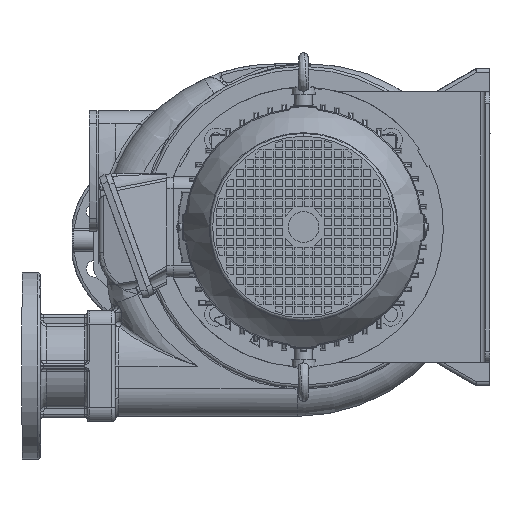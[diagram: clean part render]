
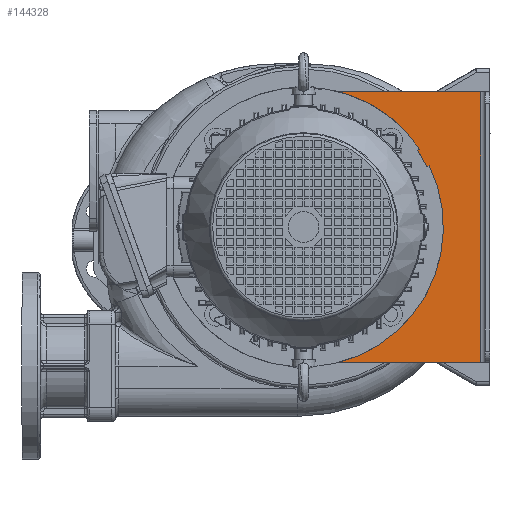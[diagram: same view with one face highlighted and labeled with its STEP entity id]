
A CAD part, left-side view. The second image highlights one B-rep face of the part: STEP entity #144328.
In plain terms, the highlighted planar face has unit normal (-1, 0, 0).
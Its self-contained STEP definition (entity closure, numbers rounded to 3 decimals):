
#39808=CARTESIAN_POINT('',(-610.5,77.573,81.951));
#39818=CARTESIAN_POINT('',(-610.5,77.688,82.164));
#39820=CARTESIAN_POINT('',(-610.5,165.,35.));
#39821=DIRECTION('',(1.,0.,0.));
#39822=DIRECTION('',(0.,-0.88,0.475));
#39823=AXIS2_PLACEMENT_3D('',#39820,#39821,#39822);
#39829=CARTESIAN_POINT('',(-610.5,200.,0.));
#39830=DIRECTION('',(-1.,0.,0.));
#39831=DIRECTION('',(0.,-0.241,-0.971));
#39832=AXIS2_PLACEMENT_3D('',#39829,#39830,#39831);
#39834=DIRECTION('',(0.,0.866,-0.5));
#39835=VECTOR('',#39834,2.666);
#39836=CARTESIAN_POINT('',(-610.5,65.385,66.173));
#39837=LINE('',#39836,#39835);
#39838=DIRECTION('',(0.,0.5,0.866));
#39839=VECTOR('',#39838,19.758);
#39840=CARTESIAN_POINT('',(-610.5,67.694,64.84));
#39841=LINE('',#39840,#39839);
#39842=DIRECTION('',(0.,-0.866,0.5));
#39843=VECTOR('',#39842,2.659);
#39844=CARTESIAN_POINT('',(-610.5,77.688,82.164));
#39845=LINE('',#39844,#39843);
#39846=CARTESIAN_POINT('',(-610.5,200.,0.));
#39847=DIRECTION('',(-1.,0.,0.));
#39848=DIRECTION('',(0.,-0.831,0.557));
#39849=AXIS2_PLACEMENT_3D('',#39846,#39847,#39848);
#39851=DIRECTION('',(0.,1.,0.));
#39852=VECTOR('',#39851,149.073);
#39853=CARTESIAN_POINT('',(-610.5,10.,145.));
#39854=LINE('',#39853,#39852);
#39855=DIRECTION('',(0.,-1.,0.));
#39856=VECTOR('',#39855,149.073);
#39857=CARTESIAN_POINT('',(-610.5,159.073,-145.));
#39858=LINE('',#39857,#39856);
#39863=CARTESIAN_POINT('',(-610.5,159.073,165.));
#39864=DIRECTION('',(1.,0.,0.));
#39865=DIRECTION('',(0.,0.,-1.));
#39866=AXIS2_PLACEMENT_3D('',#39863,#39864,#39865);
#39977=CARTESIAN_POINT('',(-610.5,159.073,-165.));
#39978=DIRECTION('',(1.,0.,0.));
#39979=DIRECTION('',(0.,0.241,0.971));
#39980=AXIS2_PLACEMENT_3D('',#39977,#39978,#39979);
#39996=DIRECTION('',(0.,0.,-1.));
#39997=VECTOR('',#39996,290.);
#39998=CARTESIAN_POINT('',(-610.5,10.,145.));
#39999=LINE('',#39998,#39997);
#80088=CARTESIAN_POINT('',(-610.5,159.073,-145.));
#80089=CARTESIAN_POINT('',(-610.5,10.,-145.));
#80090=VERTEX_POINT('',#80088);
#80091=VERTEX_POINT('',#80089);
#80096=CARTESIAN_POINT('',(-610.5,10.,145.));
#80097=CARTESIAN_POINT('',(-610.5,159.073,145.));
#80098=VERTEX_POINT('',#80096);
#80099=VERTEX_POINT('',#80097);
#86776=VERTEX_POINT('',#39808);
#86778=VERTEX_POINT('',#39818);
#86779=CARTESIAN_POINT('',(-610.5,163.888,-145.588));
#86780=CARTESIAN_POINT('',(-610.5,65.385,66.173));
#86781=VERTEX_POINT('',#86779);
#86782=VERTEX_POINT('',#86780);
#86787=CARTESIAN_POINT('',(-610.5,67.694,64.84));
#86788=VERTEX_POINT('',#86787);
#86797=CARTESIAN_POINT('',(-610.5,75.385,83.493));
#86798=VERTEX_POINT('',#86797);
#86801=CARTESIAN_POINT('',(-610.5,163.888,145.588));
#86802=VERTEX_POINT('',#86801);
#144304=CARTESIAN_POINT('',(-610.5,200.,0.));
#144305=DIRECTION('',(-1.,0.,0.));
#144306=DIRECTION('',(0.,0.,1.));
#144307=AXIS2_PLACEMENT_3D('',#144304,#144305,#144306);
#144308=PLANE('',#144307);
#144309=ORIENTED_EDGE('',*,*,#143990,.T.);
#144311=ORIENTED_EDGE('',*,*,#144310,.T.);
#144312=ORIENTED_EDGE('',*,*,#144295,.T.);
#144313=ORIENTED_EDGE('',*,*,#144284,.F.);
#144314=ORIENTED_EDGE('',*,*,#144271,.T.);
#144315=ORIENTED_EDGE('',*,*,#143997,.T.);
#144317=ORIENTED_EDGE('',*,*,#144316,.F.);
#144319=ORIENTED_EDGE('',*,*,#144318,.F.);
#144321=ORIENTED_EDGE('',*,*,#144320,.T.);
#144323=ORIENTED_EDGE('',*,*,#144322,.F.);
#144325=ORIENTED_EDGE('',*,*,#144324,.F.);
#144326=EDGE_LOOP('',(#144309,#144311,#144312,#144313,#144314,#144315,#144317,
#144319,#144321,#144323,#144325));
#144327=FACE_OUTER_BOUND('',#144326,.F.);
#144328=ADVANCED_FACE('',(#144327),#144308,.T.);
#39824=CIRCLE('',#39823,99.236);
#39833=CIRCLE('',#39832,150.);
#39850=CIRCLE('',#39849,150.);
#39867=CIRCLE('',#39866,20.);
#39981=CIRCLE('',#39980,20.);
#143990=EDGE_CURVE('',#86781,#86782,#39833,.T.);
#143997=EDGE_CURVE('',#86798,#86802,#39850,.T.);
#144271=EDGE_CURVE('',#86778,#86798,#39845,.T.);
#144284=EDGE_CURVE('',#86778,#86776,#39824,.T.);
#144295=EDGE_CURVE('',#86788,#86776,#39841,.T.);
#144310=EDGE_CURVE('',#86782,#86788,#39837,.T.);
#144316=EDGE_CURVE('',#80099,#86802,#39867,.T.);
#144318=EDGE_CURVE('',#80098,#80099,#39854,.T.);
#144320=EDGE_CURVE('',#80098,#80091,#39999,.T.);
#144322=EDGE_CURVE('',#80090,#80091,#39858,.T.);
#144324=EDGE_CURVE('',#86781,#80090,#39981,.T.);
